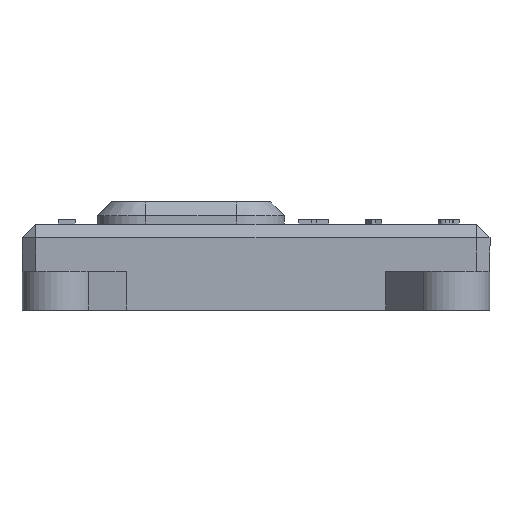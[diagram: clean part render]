
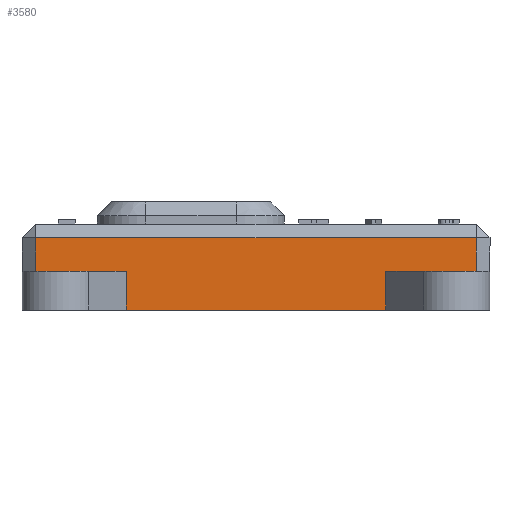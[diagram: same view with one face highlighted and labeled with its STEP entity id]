
A CAD part, left-side view. The second image highlights one B-rep face of the part: STEP entity #3580.
In plain terms, the highlighted planar face has unit normal (-1, 0, 0).
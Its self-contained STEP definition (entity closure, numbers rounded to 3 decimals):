
#212=PLANE('',#3821);
#383=FACE_OUTER_BOUND('',#596,.T.);
#596=EDGE_LOOP('',(#3056,#3057,#3058,#3059,#3060,#3061,#3062,#3063));
#825=LINE('',#5724,#1206);
#931=LINE('',#6018,#1312);
#935=LINE('',#6028,#1316);
#938=LINE('',#6034,#1319);
#944=LINE('',#6047,#1325);
#947=LINE('',#6053,#1328);
#948=LINE('',#6056,#1329);
#949=LINE('',#6057,#1330);
#1206=VECTOR('',#4187,10.);
#1312=VECTOR('',#4463,10.);
#1316=VECTOR('',#4473,10.);
#1319=VECTOR('',#4478,10.);
#1325=VECTOR('',#4490,10.);
#1328=VECTOR('',#4495,10.);
#1329=VECTOR('',#4498,10.);
#1330=VECTOR('',#4499,10.);
#1684=VERTEX_POINT('',#5721);
#1685=VERTEX_POINT('',#5723);
#1788=VERTEX_POINT('',#6017);
#1791=VERTEX_POINT('',#6027);
#1793=VERTEX_POINT('',#6033);
#1797=VERTEX_POINT('',#6045);
#1799=VERTEX_POINT('',#6051);
#1800=VERTEX_POINT('',#6055);
#2086=EDGE_CURVE('',#1684,#1685,#825,.T.);
#2232=EDGE_CURVE('',#1788,#1685,#931,.T.);
#2237=EDGE_CURVE('',#1791,#1788,#935,.T.);
#2240=EDGE_CURVE('',#1791,#1793,#938,.T.);
#2247=EDGE_CURVE('',#1684,#1797,#944,.T.);
#2250=EDGE_CURVE('',#1797,#1799,#947,.T.);
#2251=EDGE_CURVE('',#1800,#1799,#948,.T.);
#2252=EDGE_CURVE('',#1793,#1800,#949,.T.);
#3056=ORIENTED_EDGE('',*,*,#2232,.T.);
#3057=ORIENTED_EDGE('',*,*,#2086,.F.);
#3058=ORIENTED_EDGE('',*,*,#2247,.T.);
#3059=ORIENTED_EDGE('',*,*,#2250,.T.);
#3060=ORIENTED_EDGE('',*,*,#2251,.F.);
#3061=ORIENTED_EDGE('',*,*,#2252,.F.);
#3062=ORIENTED_EDGE('',*,*,#2240,.F.);
#3063=ORIENTED_EDGE('',*,*,#2237,.T.);
#3580=ADVANCED_FACE('',(#383),#212,.T.);
#3821=AXIS2_PLACEMENT_3D('',#6054,#4496,#4497);
#4187=DIRECTION('',(0.,1.,0.));
#4463=DIRECTION('',(0.,0.,-1.));
#4473=DIRECTION('',(0.,-1.,0.));
#4478=DIRECTION('',(0.,0.,1.));
#4490=DIRECTION('',(0.,0.,1.));
#4495=DIRECTION('',(0.,-1.,0.));
#4496=DIRECTION('center_axis',(-1.,0.,0.));
#4497=DIRECTION('ref_axis',(0.,-1.,0.));
#4498=DIRECTION('',(0.,0.,-1.));
#4499=DIRECTION('',(0.,-1.,0.));
#5721=CARTESIAN_POINT('',(-40.195,-28.625,-3.698));
#5723=CARTESIAN_POINT('',(-40.195,28.625,-3.698));
#5724=CARTESIAN_POINT('',(-40.195,-14.313,-3.698));
#6017=CARTESIAN_POINT('',(-40.195,28.625,4.825));
#6018=CARTESIAN_POINT('',(-40.195,28.625,-3.175));
#6027=CARTESIAN_POINT('',(-40.195,48.625,4.825));
#6028=CARTESIAN_POINT('',(-40.195,45.875,4.825));
#6033=CARTESIAN_POINT('',(-40.195,48.625,12.269));
#6034=CARTESIAN_POINT('',(-40.195,48.625,-3.175));
#6045=CARTESIAN_POINT('',(-40.195,-28.625,4.825));
#6047=CARTESIAN_POINT('',(-40.195,-28.625,-3.175));
#6051=CARTESIAN_POINT('',(-40.195,-48.625,4.825));
#6053=CARTESIAN_POINT('',(-40.195,5.75,4.825));
#6054=CARTESIAN_POINT('Origin',(-40.195,51.625,-3.175));
#6055=CARTESIAN_POINT('',(-40.195,-48.625,12.269));
#6056=CARTESIAN_POINT('',(-40.195,-48.625,-3.175));
#6057=CARTESIAN_POINT('',(-40.195,25.813,12.269));
